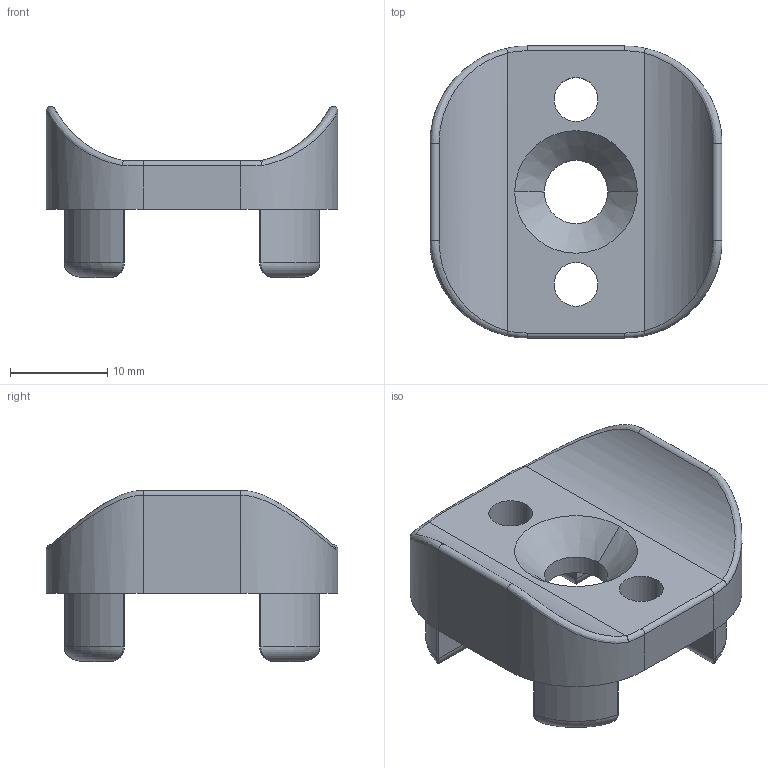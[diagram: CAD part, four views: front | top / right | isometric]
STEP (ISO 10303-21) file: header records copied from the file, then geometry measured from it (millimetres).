
FILE_DESCRIPTION (( 'STEP AP203' ), '1' );
FILE_NAME ('800.029.131.STEP', '2014-11-13T10:51:14', ( '' ), ( '' ), 'SwSTEP 2.0', 'SolidWorks 2012', '' );
FILE_SCHEMA (( 'CONFIG_CONTROL_DESIGN' ));
Length unit declared in the file: millimetre
Products named in the file (1): 800.029.131
Bounding box: 30 x 30 x 17.58 mm (x, y, z)
Volume: 5078.8 mm3; surface area: 3107.2 mm2
Topology: 1 solids, 1 shells, 86 faces, 206 edges, 114 vertices
Faces by surface type: cylinder 42, plane 18, bspline 16, torus 8, cone 2
Entity records: 3469 total; most frequent: CARTESIAN_POINT 1563, ORIENTED_EDGE 388, DIRECTION 370, EDGE_CURVE 194, AXIS2_PLACEMENT_3D 145, VERTEX_POINT 114, EDGE_LOOP 96, ADVANCED_FACE 86
